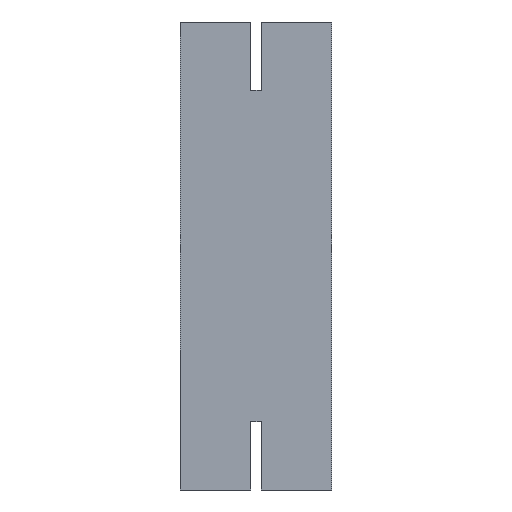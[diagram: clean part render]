
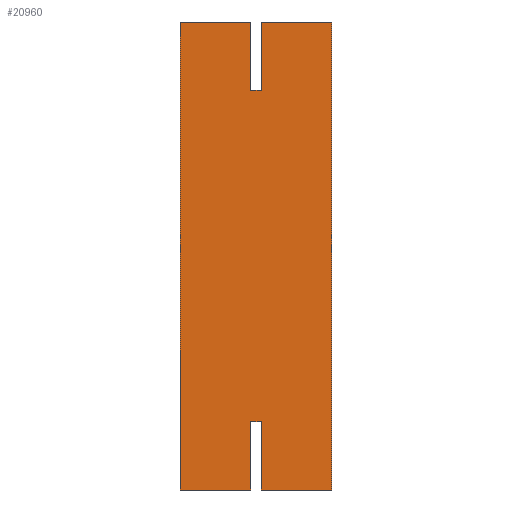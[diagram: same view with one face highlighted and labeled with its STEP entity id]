
A CAD part, left-side view. The second image highlights one B-rep face of the part: STEP entity #20960.
In plain terms, the highlighted free-form (B-spline) face has degree [1, 1] with [2, 2] control points.
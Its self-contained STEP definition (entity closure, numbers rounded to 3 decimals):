
#700 = CARTESIAN_POINT ('', (-20., 42., -65.));
#710 = VERTEX_POINT ('', #700);
#770 = CARTESIAN_POINT ('', (-20., 42., 65.));
#780 = VERTEX_POINT ('', #770);
#790 = CARTESIAN_POINT ('', (-20., 42., -65.));
#800 = CARTESIAN_POINT ('', (-20., 42., 65.));
#810 = B_SPLINE_CURVE_WITH_KNOTS ('', 1, (#790, #800), .UNSPECIFIED., .F., .U., (2, 2), (0., 1.), .UNSPECIFIED.);
#820 = EDGE_CURVE ('', #710, #780, #810, .T.);
#3320 = CARTESIAN_POINT ('', (-20., 22.5, -45.887));
#3330 = VERTEX_POINT ('', #3320);
#3390 = CARTESIAN_POINT ('', (-20., 22.5, -65.));
#3400 = VERTEX_POINT ('', #3390);
#3410 = CARTESIAN_POINT ('', (-20., 22.5, -65.));
#3420 = CARTESIAN_POINT ('', (-20., 22.5, -45.887));
#3430 = B_SPLINE_CURVE_WITH_KNOTS ('', 1, (#3410, #3420), .UNSPECIFIED., .F., .U., (2, 2), (0., 1.), .UNSPECIFIED.);
#3440 = EDGE_CURVE ('', #3400, #3330, #3430, .T.);
#5210 = CARTESIAN_POINT ('', (-20., 19.5, -45.887));
#5220 = VERTEX_POINT ('', #5210);
#5280 = CARTESIAN_POINT ('', (-20., 21., -46.));
#5290 = VERTEX_POINT ('', #5280);
#5300 = CARTESIAN_POINT ('', (-20., 19.5, -45.887));
#5310 = CARTESIAN_POINT ('', (-20., 20.008, -45.964));
#5320 = CARTESIAN_POINT ('', (-20., 20.509, -46.));
#5330 = CARTESIAN_POINT ('', (-20., 21., -46.));
#5340 = (
   BOUNDED_CURVE ()
   B_SPLINE_CURVE (3, (#5300, #5310, #5320, #5330), .UNSPECIFIED., .F., .U.)
   B_SPLINE_CURVE_WITH_KNOTS ((4, 4), (0., 1.), .UNSPECIFIED.)
   CURVE ()
   GEOMETRIC_REPRESENTATION_ITEM ()
   RATIONAL_B_SPLINE_CURVE ((0.87, 0.91, 0.953, 1.))
   REPRESENTATION_ITEM ('')
);
#5350 = EDGE_CURVE ('', #5220, #5290, #5340, .T.);
#5370 = CARTESIAN_POINT ('', (-20., 21., -46.));
#5380 = CARTESIAN_POINT ('', (-20., 21.491, -46.));
#5390 = CARTESIAN_POINT ('', (-20., 21.992, -45.964));
#5400 = CARTESIAN_POINT ('', (-20., 22.5, -45.887));
#5410 = (
   BOUNDED_CURVE ()
   B_SPLINE_CURVE (3, (#5370, #5380, #5390, #5400), .UNSPECIFIED., .F., .U.)
   B_SPLINE_CURVE_WITH_KNOTS ((4, 4), (0., 1.), .UNSPECIFIED.)
   CURVE ()
   GEOMETRIC_REPRESENTATION_ITEM ()
   RATIONAL_B_SPLINE_CURVE ((1., 0.953, 0.91, 0.87))
   REPRESENTATION_ITEM ('')
);
#5420 = EDGE_CURVE ('', #5290, #3330, #5410, .T.);
#11150 = CARTESIAN_POINT ('', (-20., 22.5, 45.887));
#11160 = VERTEX_POINT ('', #11150);
#11170 = CARTESIAN_POINT ('', (-20., 21., 46.));
#11180 = VERTEX_POINT ('', #11170);
#11190 = CARTESIAN_POINT ('', (-20., 22.5, 45.887));
#11200 = CARTESIAN_POINT ('', (-20., 21.992, 45.964));
#11210 = CARTESIAN_POINT ('', (-20., 21.491, 46.));
#11220 = CARTESIAN_POINT ('', (-20., 21., 46.));
#11230 = (
   BOUNDED_CURVE ()
   B_SPLINE_CURVE (3, (#11190, #11200, #11210, #11220), .UNSPECIFIED., .F., .U.)
   B_SPLINE_CURVE_WITH_KNOTS ((4, 4), (0., 1.), .UNSPECIFIED.)
   CURVE ()
   GEOMETRIC_REPRESENTATION_ITEM ()
   RATIONAL_B_SPLINE_CURVE ((0.87, 0.91, 0.953, 1.))
   REPRESENTATION_ITEM ('')
);
#11240 = EDGE_CURVE ('', #11160, #11180, #11230, .T.);
#11580 = CARTESIAN_POINT ('', (-20., 19.5, 45.887));
#11590 = VERTEX_POINT ('', #11580);
#11600 = CARTESIAN_POINT ('', (-20., 21., 46.));
#11610 = CARTESIAN_POINT ('', (-20., 20.509, 46.));
#11620 = CARTESIAN_POINT ('', (-20., 20.008, 45.964));
#11630 = CARTESIAN_POINT ('', (-20., 19.5, 45.887));
#11640 = (
   BOUNDED_CURVE ()
   B_SPLINE_CURVE (3, (#11600, #11610, #11620, #11630), .UNSPECIFIED., .F., .U.)
   B_SPLINE_CURVE_WITH_KNOTS ((4, 4), (0., 1.), .UNSPECIFIED.)
   CURVE ()
   GEOMETRIC_REPRESENTATION_ITEM ()
   RATIONAL_B_SPLINE_CURVE ((1., 0.953, 0.91, 0.87))
   REPRESENTATION_ITEM ('')
);
#11650 = EDGE_CURVE ('', #11180, #11590, #11640, .T.);
#20330 = ORIENTED_EDGE ('', *, *, #5350, .F.);
#20340 = CARTESIAN_POINT ('', (-20., 19.5, -65.));
#20350 = VERTEX_POINT ('', #20340);
#20360 = CARTESIAN_POINT ('', (-20., 19.5, -65.));
#20370 = CARTESIAN_POINT ('', (-20., 19.5, -45.887));
#20380 = B_SPLINE_CURVE_WITH_KNOTS ('', 1, (#20360, #20370), .UNSPECIFIED., .F., .U., (2, 2), (0., 1.), .UNSPECIFIED.);
#20390 = EDGE_CURVE ('', #20350, #5220, #20380, .T.);
#20400 = ORIENTED_EDGE ('', *, *, #20390, .F.);
#20410 = CARTESIAN_POINT ('', (-20., 0., -65.));
#20420 = VERTEX_POINT ('', #20410);
#20430 = CARTESIAN_POINT ('', (-20., 19.5, -65.));
#20440 = CARTESIAN_POINT ('', (-20., 0., -65.));
#20450 = B_SPLINE_CURVE_WITH_KNOTS ('', 1, (#20430, #20440), .UNSPECIFIED., .F., .U., (2, 2), (0., 1.), .UNSPECIFIED.);
#20460 = EDGE_CURVE ('', #20350, #20420, #20450, .T.);
#20470 = ORIENTED_EDGE ('', *, *, #20460, .T.);
#20480 = CARTESIAN_POINT ('', (-20., 0., 65.));
#20490 = VERTEX_POINT ('', #20480);
#20500 = CARTESIAN_POINT ('', (-20., 0., -65.));
#20510 = CARTESIAN_POINT ('', (-20., 0., 65.));
#20520 = B_SPLINE_CURVE_WITH_KNOTS ('', 1, (#20500, #20510), .UNSPECIFIED., .F., .U., (2, 2), (0., 1.), .UNSPECIFIED.);
#20530 = EDGE_CURVE ('', #20420, #20490, #20520, .T.);
#20540 = ORIENTED_EDGE ('', *, *, #20530, .T.);
#20550 = CARTESIAN_POINT ('', (-20., 19.5, 65.));
#20560 = VERTEX_POINT ('', #20550);
#20570 = CARTESIAN_POINT ('', (-20., 19.5, 65.));
#20580 = CARTESIAN_POINT ('', (-20., 0., 65.));
#20590 = B_SPLINE_CURVE_WITH_KNOTS ('', 1, (#20570, #20580), .UNSPECIFIED., .F., .U., (2, 2), (0., 1.), .UNSPECIFIED.);
#20600 = EDGE_CURVE ('', #20560, #20490, #20590, .T.);
#20610 = ORIENTED_EDGE ('', *, *, #20600, .F.);
#20620 = CARTESIAN_POINT ('', (-20., 19.5, 45.887));
#20630 = CARTESIAN_POINT ('', (-20., 19.5, 65.));
#20640 = B_SPLINE_CURVE_WITH_KNOTS ('', 1, (#20620, #20630), .UNSPECIFIED., .F., .U., (2, 2), (0., 1.), .UNSPECIFIED.);
#20650 = EDGE_CURVE ('', #11590, #20560, #20640, .T.);
#20660 = ORIENTED_EDGE ('', *, *, #20650, .F.);
#20670 = ORIENTED_EDGE ('', *, *, #11650, .F.);
#20680 = ORIENTED_EDGE ('', *, *, #11240, .F.);
#20690 = CARTESIAN_POINT ('', (-20., 22.5, 65.));
#20700 = VERTEX_POINT ('', #20690);
#20710 = CARTESIAN_POINT ('', (-20., 22.5, 45.887));
#20720 = CARTESIAN_POINT ('', (-20., 22.5, 65.));
#20730 = B_SPLINE_CURVE_WITH_KNOTS ('', 1, (#20710, #20720), .UNSPECIFIED., .F., .U., (2, 2), (0., 1.), .UNSPECIFIED.);
#20740 = EDGE_CURVE ('', #11160, #20700, #20730, .T.);
#20750 = ORIENTED_EDGE ('', *, *, #20740, .T.);
#20760 = CARTESIAN_POINT ('', (-20., 42., 65.));
#20770 = CARTESIAN_POINT ('', (-20., 22.5, 65.));
#20780 = B_SPLINE_CURVE_WITH_KNOTS ('', 1, (#20760, #20770), .UNSPECIFIED., .F., .U., (2, 2), (0., 1.), .UNSPECIFIED.);
#20790 = EDGE_CURVE ('', #780, #20700, #20780, .T.);
#20800 = ORIENTED_EDGE ('', *, *, #20790, .F.);
#20810 = ORIENTED_EDGE ('', *, *, #820, .F.);
#20820 = CARTESIAN_POINT ('', (-20., 42., -65.));
#20830 = CARTESIAN_POINT ('', (-20., 22.5, -65.));
#20840 = B_SPLINE_CURVE_WITH_KNOTS ('', 1, (#20820, #20830), .UNSPECIFIED., .F., .U., (2, 2), (0., 1.), .UNSPECIFIED.);
#20850 = EDGE_CURVE ('', #710, #3400, #20840, .T.);
#20860 = ORIENTED_EDGE ('', *, *, #20850, .T.);
#20870 = ORIENTED_EDGE ('', *, *, #3440, .T.);
#20880 = ORIENTED_EDGE ('', *, *, #5420, .F.);
#20890 = EDGE_LOOP ('', (#20330, #20400, #20470, #20540, #20610, #20660, #20670, #20680, #20750, #20800, #20810, #20860, #20870, #20880));
#20900 = FACE_OUTER_BOUND ('', #20890, .T.);
#20910 = CARTESIAN_POINT ('', (-20., 0., -65.));
#20920 = CARTESIAN_POINT ('', (-20., 42., -65.));
#20930 = CARTESIAN_POINT ('', (-20., 0., 65.));
#20940 = CARTESIAN_POINT ('', (-20., 42., 65.));
#20950 = B_SPLINE_SURFACE_WITH_KNOTS ('', 1, 1, ((#20910, #20920), (#20930, #20940)), .UNSPECIFIED., .F., .F., .U., (2, 2), (2, 2), (0., 1.), (0., 1.), .UNSPECIFIED.);
#20960 = ADVANCED_FACE ('', (#20900), #20950, .T.);
